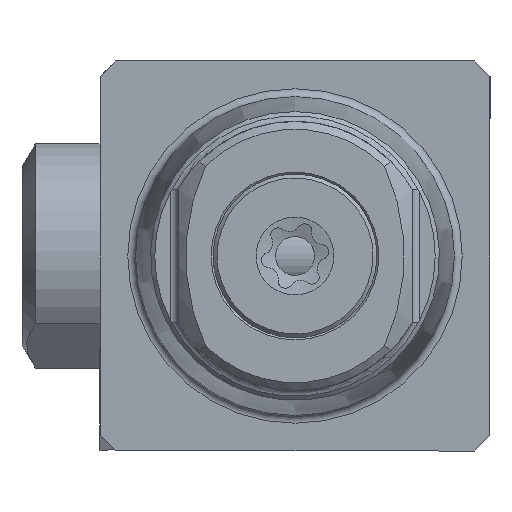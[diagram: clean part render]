
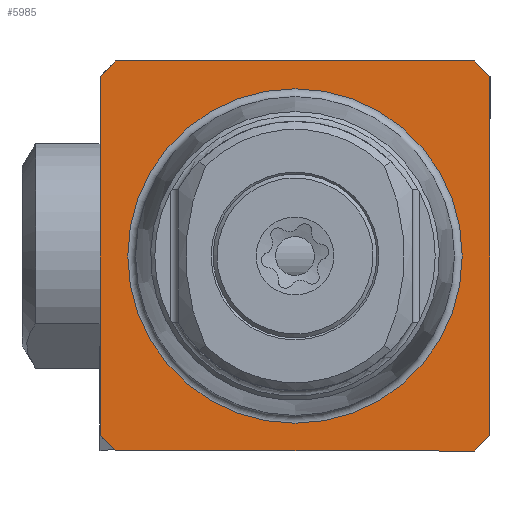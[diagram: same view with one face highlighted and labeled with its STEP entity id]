
A CAD part, left-side view. The second image highlights one B-rep face of the part: STEP entity #5985.
In plain terms, the highlighted planar face has unit normal (-1, 0, 0).
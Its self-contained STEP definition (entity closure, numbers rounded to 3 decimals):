
#48 = VECTOR ( 'NONE', #1749, 1000. ) ;
#102 = VECTOR ( 'NONE', #4992, 1000. ) ;
#161 = CARTESIAN_POINT ( 'NONE',  ( 0., -4.6, -5. ) ) ;
#592 = ORIENTED_EDGE ( 'NONE', *, *, #5640, .F. ) ;
#718 = DIRECTION ( 'NONE',  ( 0., 0., 1. ) ) ;
#720 = DIRECTION ( 'NONE',  ( 0., -0.707, 0.707 ) ) ;
#926 = CARTESIAN_POINT ( 'NONE',  ( 0., -4.6, 5. ) ) ;
#970 = VERTEX_POINT ( 'NONE', #6008 ) ;
#1034 = DIRECTION ( 'NONE',  ( 0., 0., -1. ) ) ;
#1174 = LINE ( 'NONE', #2774, #2811 ) ;
#1181 = ORIENTED_EDGE ( 'NONE', *, *, #4690, .T. ) ;
#1452 = VECTOR ( 'NONE', #4893, 1000. ) ;
#1563 = LINE ( 'NONE', #4991, #3763 ) ;
#1576 = PLANE ( 'NONE',  #2637 ) ;
#1596 = CARTESIAN_POINT ( 'NONE',  ( 0., 5., 5. ) ) ;
#1597 = VERTEX_POINT ( 'NONE', #5699 ) ;
#1749 = DIRECTION ( 'NONE',  ( 0., -0.707, -0.707 ) ) ;
#1802 = ORIENTED_EDGE ( 'NONE', *, *, #4347, .F. ) ;
#1889 = EDGE_CURVE ( 'NONE', #5559, #4058, #1174, .T. ) ;
#1916 = ORIENTED_EDGE ( 'NONE', *, *, #6309, .F. ) ;
#2033 = LINE ( 'NONE', #3997, #2187 ) ;
#2097 = EDGE_CURVE ( 'NONE', #1597, #4969, #2033, .T. ) ;
#2103 = EDGE_CURVE ( 'NONE', #2976, #6226, #4281, .T. ) ;
#2164 = FACE_BOUND ( 'NONE', #3563, .T. ) ;
#2183 = CARTESIAN_POINT ( 'NONE',  ( 0., 5., -4.6 ) ) ;
#2185 = LINE ( 'NONE', #161, #4545 ) ;
#2187 = VECTOR ( 'NONE', #3548, 1000. ) ;
#2269 = CARTESIAN_POINT ( 'NONE',  ( 0., 5., -4.6 ) ) ;
#2395 = CARTESIAN_POINT ( 'NONE',  ( 0., 5., 5. ) ) ;
#2534 = ORIENTED_EDGE ( 'NONE', *, *, #2822, .F. ) ;
#2627 = DIRECTION ( 'NONE',  ( 0., -1., 0. ) ) ;
#2631 = FACE_OUTER_BOUND ( 'NONE', #2914, .T. ) ;
#2637 = AXIS2_PLACEMENT_3D ( 'NONE', #3117, #2651, #3629 ) ;
#2640 = LINE ( 'NONE', #2183, #48 ) ;
#2651 = DIRECTION ( 'NONE',  ( 1., 0., 0. ) ) ;
#2774 = CARTESIAN_POINT ( 'NONE',  ( 0., 5., -5. ) ) ;
#2798 = DIRECTION ( 'NONE',  ( 0., 1., 0. ) ) ;
#2799 = LINE ( 'NONE', #2395, #1452 ) ;
#2811 = VECTOR ( 'NONE', #2798, 1000. ) ;
#2822 = EDGE_CURVE ( 'NONE', #2976, #4969, #3162, .T. ) ;
#2825 = ORIENTED_EDGE ( 'NONE', *, *, #5199, .T. ) ;
#2914 = EDGE_LOOP ( 'NONE', ( #1802, #4094, #2534, #6443, #1916, #2825, #4143, #1181 ) ) ;
#2976 = VERTEX_POINT ( 'NONE', #5326 ) ;
#3117 = CARTESIAN_POINT ( 'NONE',  ( 0., 4.288, 0. ) ) ;
#3162 = LINE ( 'NONE', #1596, #6365 ) ;
#3297 = VERTEX_POINT ( 'NONE', #4685 ) ;
#3521 = CARTESIAN_POINT ( 'NONE',  ( 0., 4.6, 5. ) ) ;
#3548 = DIRECTION ( 'NONE',  ( 0., 0.707, 0.707 ) ) ;
#3563 = EDGE_LOOP ( 'NONE', ( #592 ) ) ;
#3629 = DIRECTION ( 'NONE',  ( 0., 0., -1. ) ) ;
#3745 = DIRECTION ( 'NONE',  ( -1., 0., 0. ) ) ;
#3763 = VECTOR ( 'NONE', #1034, 1000. ) ;
#3893 = AXIS2_PLACEMENT_3D ( 'NONE', #5776, #3745, #718 ) ;
#3997 = CARTESIAN_POINT ( 'NONE',  ( 0., -5., 4.6 ) ) ;
#4058 = VERTEX_POINT ( 'NONE', #5760 ) ;
#4094 = ORIENTED_EDGE ( 'NONE', *, *, #2097, .T. ) ;
#4143 = ORIENTED_EDGE ( 'NONE', *, *, #1889, .F. ) ;
#4281 = LINE ( 'NONE', #3521, #102 ) ;
#4347 = EDGE_CURVE ( 'NONE', #1597, #970, #1563, .T. ) ;
#4545 = VECTOR ( 'NONE', #720, 1000. ) ;
#4685 = CARTESIAN_POINT ( 'NONE',  ( 0., 0., 4.288 ) ) ;
#4690 = EDGE_CURVE ( 'NONE', #5559, #970, #2185, .T. ) ;
#4768 = VERTEX_POINT ( 'NONE', #2269 ) ;
#4893 = DIRECTION ( 'NONE',  ( 0., 0., 1. ) ) ;
#4969 = VERTEX_POINT ( 'NONE', #926 ) ;
#4991 = CARTESIAN_POINT ( 'NONE',  ( 0., -5., 5. ) ) ;
#4992 = DIRECTION ( 'NONE',  ( 0., 0.707, -0.707 ) ) ;
#5199 = EDGE_CURVE ( 'NONE', #4768, #4058, #2640, .T. ) ;
#5326 = CARTESIAN_POINT ( 'NONE',  ( 0., 4.6, 5. ) ) ;
#5487 = CARTESIAN_POINT ( 'NONE',  ( 0., -4.6, -5. ) ) ;
#5559 = VERTEX_POINT ( 'NONE', #5487 ) ;
#5640 = EDGE_CURVE ( 'NONE', #3297, #3297, #5863, .T. ) ;
#5699 = CARTESIAN_POINT ( 'NONE',  ( 0., -5., 4.6 ) ) ;
#5760 = CARTESIAN_POINT ( 'NONE',  ( 0., 4.6, -5. ) ) ;
#5776 = CARTESIAN_POINT ( 'NONE',  ( 0., 0., 0. ) ) ;
#5863 = CIRCLE ( 'NONE', #3893, 4.288 ) ;
#5985 = ADVANCED_FACE ( 'NONE', ( #2631, #2164 ), #1576, .F. ) ;
#6008 = CARTESIAN_POINT ( 'NONE',  ( 0., -5., -4.6 ) ) ;
#6226 = VERTEX_POINT ( 'NONE', #6313 ) ;
#6309 = EDGE_CURVE ( 'NONE', #4768, #6226, #2799, .T. ) ;
#6313 = CARTESIAN_POINT ( 'NONE',  ( 0., 5., 4.6 ) ) ;
#6365 = VECTOR ( 'NONE', #2627, 1000. ) ;
#6443 = ORIENTED_EDGE ( 'NONE', *, *, #2103, .T. ) ;
